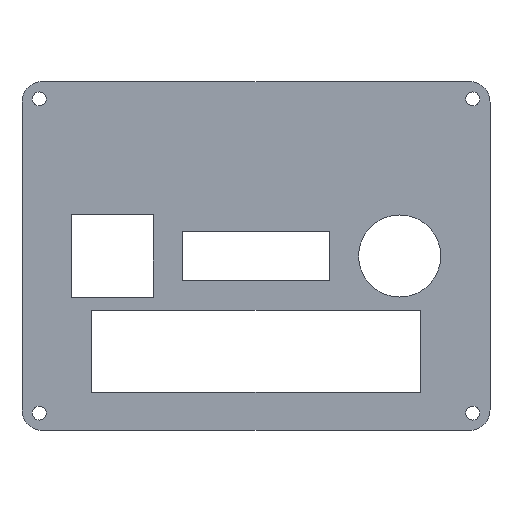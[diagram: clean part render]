
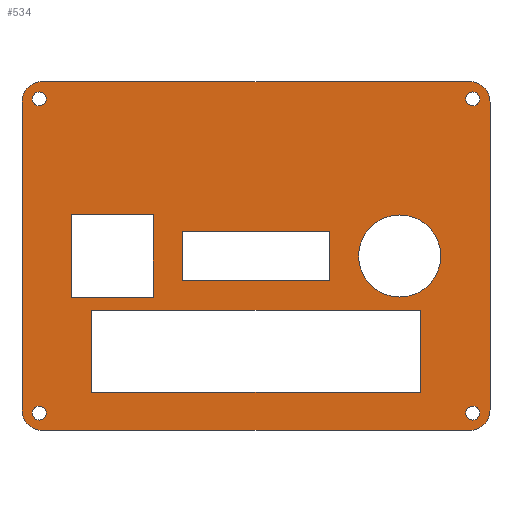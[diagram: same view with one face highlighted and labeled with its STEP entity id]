
A CAD part, top view. The second image highlights one B-rep face of the part: STEP entity #534.
In plain terms, the highlighted planar face has unit normal (0, 0, 1).
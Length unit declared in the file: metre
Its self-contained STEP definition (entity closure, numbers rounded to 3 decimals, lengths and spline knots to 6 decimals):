
#12=CIRCLE('',#571,0.01);
#14=CIRCLE('',#577,0.0017);
#15=CIRCLE('',#578,0.0017);
#16=CIRCLE('',#579,0.0017);
#17=CIRCLE('',#580,0.0017);
#18=CIRCLE('',#581,0.005);
#19=CIRCLE('',#582,0.005);
#20=CIRCLE('',#583,0.005);
#21=CIRCLE('',#584,0.005);
#105=ORIENTED_EDGE('',*,*,#233,.F.);
#106=ORIENTED_EDGE('',*,*,#234,.F.);
#107=ORIENTED_EDGE('',*,*,#235,.F.);
#108=ORIENTED_EDGE('',*,*,#236,.F.);
#109=ORIENTED_EDGE('',*,*,#215,.T.);
#110=ORIENTED_EDGE('',*,*,#237,.T.);
#111=ORIENTED_EDGE('',*,*,#217,.T.);
#112=ORIENTED_EDGE('',*,*,#238,.T.);
#113=ORIENTED_EDGE('',*,*,#227,.F.);
#114=ORIENTED_EDGE('',*,*,#239,.T.);
#115=ORIENTED_EDGE('',*,*,#209,.F.);
#116=ORIENTED_EDGE('',*,*,#240,.T.);
#117=ORIENTED_EDGE('',*,*,#201,.F.);
#118=ORIENTED_EDGE('',*,*,#205,.T.);
#119=ORIENTED_EDGE('',*,*,#208,.T.);
#120=ORIENTED_EDGE('',*,*,#226,.F.);
#121=ORIENTED_EDGE('',*,*,#223,.F.);
#122=ORIENTED_EDGE('',*,*,#191,.F.);
#123=ORIENTED_EDGE('',*,*,#195,.T.);
#124=ORIENTED_EDGE('',*,*,#198,.T.);
#125=ORIENTED_EDGE('',*,*,#222,.F.);
#126=ORIENTED_EDGE('',*,*,#181,.F.);
#127=ORIENTED_EDGE('',*,*,#185,.T.);
#128=ORIENTED_EDGE('',*,*,#188,.T.);
#129=ORIENTED_EDGE('',*,*,#232,.F.);
#181=EDGE_CURVE('',#251,#252,#301,.T.);
#185=EDGE_CURVE('',#251,#254,#305,.T.);
#188=EDGE_CURVE('',#254,#256,#308,.T.);
#191=EDGE_CURVE('',#259,#260,#311,.T.);
#195=EDGE_CURVE('',#259,#262,#315,.T.);
#198=EDGE_CURVE('',#262,#264,#318,.T.);
#201=EDGE_CURVE('',#267,#268,#321,.T.);
#205=EDGE_CURVE('',#267,#270,#325,.T.);
#208=EDGE_CURVE('',#270,#272,#328,.T.);
#209=EDGE_CURVE('',#273,#274,#329,.T.);
#215=EDGE_CURVE('',#280,#279,#335,.T.);
#217=EDGE_CURVE('',#281,#282,#337,.T.);
#222=EDGE_CURVE('',#260,#264,#342,.T.);
#223=EDGE_CURVE('',#285,#285,#12,.T.);
#226=EDGE_CURVE('',#268,#272,#344,.T.);
#227=EDGE_CURVE('',#287,#288,#345,.T.);
#232=EDGE_CURVE('',#252,#256,#350,.T.);
#233=EDGE_CURVE('',#291,#291,#14,.T.);
#234=EDGE_CURVE('',#292,#292,#15,.T.);
#235=EDGE_CURVE('',#293,#293,#16,.T.);
#236=EDGE_CURVE('',#294,#294,#17,.T.);
#237=EDGE_CURVE('',#279,#281,#18,.T.);
#238=EDGE_CURVE('',#282,#288,#19,.T.);
#239=EDGE_CURVE('',#287,#274,#20,.T.);
#240=EDGE_CURVE('',#273,#280,#21,.T.);
#251=VERTEX_POINT('',#752);
#252=VERTEX_POINT('',#754);
#254=VERTEX_POINT('',#760);
#256=VERTEX_POINT('',#766);
#259=VERTEX_POINT('',#773);
#260=VERTEX_POINT('',#775);
#262=VERTEX_POINT('',#781);
#264=VERTEX_POINT('',#787);
#267=VERTEX_POINT('',#794);
#268=VERTEX_POINT('',#796);
#270=VERTEX_POINT('',#802);
#272=VERTEX_POINT('',#808);
#273=VERTEX_POINT('',#812);
#274=VERTEX_POINT('',#813);
#279=VERTEX_POINT('',#824);
#280=VERTEX_POINT('',#826);
#281=VERTEX_POINT('',#830);
#282=VERTEX_POINT('',#831);
#285=VERTEX_POINT('',#842);
#287=VERTEX_POINT('',#850);
#288=VERTEX_POINT('',#851);
#291=VERTEX_POINT('',#862);
#292=VERTEX_POINT('',#864);
#293=VERTEX_POINT('',#866);
#294=VERTEX_POINT('',#868);
#301=LINE('',#753,#353);
#305=LINE('',#761,#357);
#308=LINE('',#767,#360);
#311=LINE('',#774,#363);
#315=LINE('',#782,#367);
#318=LINE('',#788,#370);
#321=LINE('',#795,#373);
#325=LINE('',#803,#377);
#328=LINE('',#809,#380);
#329=LINE('',#811,#381);
#335=LINE('',#825,#387);
#337=LINE('',#829,#389);
#342=LINE('',#839,#394);
#344=LINE('',#847,#396);
#345=LINE('',#849,#397);
#350=LINE('',#859,#402);
#353=VECTOR('',#608,1.);
#357=VECTOR('',#614,1.);
#360=VECTOR('',#619,1.);
#363=VECTOR('',#624,1.);
#367=VECTOR('',#630,1.);
#370=VECTOR('',#635,1.);
#373=VECTOR('',#640,1.);
#377=VECTOR('',#646,1.);
#380=VECTOR('',#651,1.);
#381=VECTOR('',#654,1.);
#387=VECTOR('',#662,1.);
#389=VECTOR('',#666,1.);
#394=VECTOR('',#673,1.);
#396=VECTOR('',#683,1.);
#397=VECTOR('',#686,1.);
#402=VECTOR('',#693,1.);
#421=EDGE_LOOP('',(#105));
#422=EDGE_LOOP('',(#106));
#423=EDGE_LOOP('',(#107));
#424=EDGE_LOOP('',(#108));
#425=EDGE_LOOP('',(#109,#110,#111,#112,#113,#114,#115,#116));
#426=EDGE_LOOP('',(#117,#118,#119,#120));
#427=EDGE_LOOP('',(#121));
#428=EDGE_LOOP('',(#122,#123,#124,#125));
#429=EDGE_LOOP('',(#126,#127,#128,#129));
#469=FACE_BOUND('',#421,.T.);
#470=FACE_BOUND('',#422,.T.);
#471=FACE_BOUND('',#423,.T.);
#472=FACE_BOUND('',#424,.T.);
#473=FACE_BOUND('',#425,.T.);
#474=FACE_BOUND('',#426,.T.);
#475=FACE_BOUND('',#427,.T.);
#476=FACE_BOUND('',#428,.T.);
#477=FACE_BOUND('',#429,.T.);
#515=PLANE('',#576);
#534=ADVANCED_FACE('',(#469,#470,#471,#472,#473,#474,#475,#476,#477),#515,
 .T.);
#571=AXIS2_PLACEMENT_3D('',#841,#676,#677);
#576=AXIS2_PLACEMENT_3D('',#860,#694,#695);
#577=AXIS2_PLACEMENT_3D('',#861,#696,#697);
#578=AXIS2_PLACEMENT_3D('',#863,#698,#699);
#579=AXIS2_PLACEMENT_3D('',#865,#700,#701);
#580=AXIS2_PLACEMENT_3D('',#867,#702,#703);
#581=AXIS2_PLACEMENT_3D('',#869,#704,#705);
#582=AXIS2_PLACEMENT_3D('',#870,#706,#707);
#583=AXIS2_PLACEMENT_3D('',#871,#708,#709);
#584=AXIS2_PLACEMENT_3D('',#872,#710,#711);
#608=DIRECTION('',(0.,1.,0.));
#614=DIRECTION('',(-1.,0.,0.));
#619=DIRECTION('',(0.,1.,0.));
#624=DIRECTION('',(0.,1.,0.));
#630=DIRECTION('',(-1.,0.,0.));
#635=DIRECTION('',(0.,1.,0.));
#640=DIRECTION('',(-1.,0.,0.));
#646=DIRECTION('',(0.,-1.,0.));
#651=DIRECTION('',(-1.,0.,0.));
#654=DIRECTION('',(-1.,0.,0.));
#662=DIRECTION('',(0.,1.,0.));
#666=DIRECTION('',(-1.,0.,0.));
#673=DIRECTION('',(-1.,0.,0.));
#676=DIRECTION('',(0.,0.,1.));
#677=DIRECTION('',(1.,0.,0.));
#683=DIRECTION('',(0.,-1.,0.));
#686=DIRECTION('',(0.,1.,0.));
#693=DIRECTION('',(-1.,0.,0.));
#694=DIRECTION('',(0.,0.,1.));
#695=DIRECTION('',(1.,0.,0.));
#696=DIRECTION('',(0.,0.,1.));
#697=DIRECTION('',(1.,0.,0.));
#698=DIRECTION('',(0.,0.,1.));
#699=DIRECTION('',(1.,0.,0.));
#700=DIRECTION('',(0.,0.,1.));
#701=DIRECTION('',(1.,0.,0.));
#702=DIRECTION('',(0.,0.,1.));
#703=DIRECTION('',(1.,0.,0.));
#704=DIRECTION('',(0.,0.,1.));
#705=DIRECTION('',(1.,0.,0.));
#706=DIRECTION('',(0.,0.,1.));
#707=DIRECTION('',(1.,0.,0.));
#708=DIRECTION('',(0.,0.,1.));
#709=DIRECTION('',(1.,0.,0.));
#710=DIRECTION('',(0.,0.,1.));
#711=DIRECTION('',(1.,0.,0.));
#752=CARTESIAN_POINT('',(0.04,-0.033206,0.0015));
#753=CARTESIAN_POINT('',(0.04,-0.023206,0.0015));
#754=CARTESIAN_POINT('',(0.04,-0.013206,0.0015));
#760=CARTESIAN_POINT('',(-0.04,-0.033206,0.0015));
#761=CARTESIAN_POINT('',(0.,-0.033206,0.0015));
#766=CARTESIAN_POINT('',(-0.04,-0.013206,0.0015));
#767=CARTESIAN_POINT('',(-0.04,-0.023206,0.0015));
#773=CARTESIAN_POINT('',(-0.025,-0.01,0.0015));
#774=CARTESIAN_POINT('',(-0.025,0.,0.0015));
#775=CARTESIAN_POINT('',(-0.025,0.01,0.0015));
#781=CARTESIAN_POINT('',(-0.045,-0.01,0.0015));
#782=CARTESIAN_POINT('',(-0.035,-0.01,0.0015));
#787=CARTESIAN_POINT('',(-0.045,0.01,0.0015));
#788=CARTESIAN_POINT('',(-0.045,0.,0.0015));
#794=CARTESIAN_POINT('',(0.018,0.006,0.0015));
#795=CARTESIAN_POINT('',(0.,0.006,0.0015));
#796=CARTESIAN_POINT('',(-0.018,0.006,0.0015));
#802=CARTESIAN_POINT('',(0.018,-0.006,0.0015));
#803=CARTESIAN_POINT('',(0.018,0.,0.0015));
#808=CARTESIAN_POINT('',(-0.018,-0.006,0.0015));
#809=CARTESIAN_POINT('',(0.,-0.006,0.0015));
#811=CARTESIAN_POINT('',(0.,-0.0425,0.0015));
#812=CARTESIAN_POINT('',(0.052,-0.0425,0.0015));
#813=CARTESIAN_POINT('',(-0.052,-0.0425,0.0015));
#824=CARTESIAN_POINT('',(0.057,0.0375,0.0015));
#825=CARTESIAN_POINT('',(0.057,0.,0.0015));
#826=CARTESIAN_POINT('',(0.057,-0.0375,0.0015));
#829=CARTESIAN_POINT('',(0.,0.0425,0.0015));
#830=CARTESIAN_POINT('',(0.052,0.0425,0.0015));
#831=CARTESIAN_POINT('',(-0.052,0.0425,0.0015));
#839=CARTESIAN_POINT('',(-0.035,0.01,0.0015));
#841=CARTESIAN_POINT('',(0.035,0.,0.0015));
#842=CARTESIAN_POINT('',(0.045,0.,0.0015));
#847=CARTESIAN_POINT('',(-0.018,0.,0.0015));
#849=CARTESIAN_POINT('',(-0.057,0.,0.0015));
#850=CARTESIAN_POINT('',(-0.057,-0.0375,0.0015));
#851=CARTESIAN_POINT('',(-0.057,0.0375,0.0015));
#859=CARTESIAN_POINT('',(0.,-0.013206,0.0015));
#860=CARTESIAN_POINT('',(0.,0.,0.0015));
#861=CARTESIAN_POINT('',(-0.052768,-0.038268,0.0015));
#862=CARTESIAN_POINT('',(-0.051068,-0.038268,0.0015));
#863=CARTESIAN_POINT('',(-0.052768,0.038268,0.0015));
#864=CARTESIAN_POINT('',(-0.051068,0.038268,0.0015));
#865=CARTESIAN_POINT('',(0.052768,0.038268,0.0015));
#866=CARTESIAN_POINT('',(0.054468,0.038268,0.0015));
#867=CARTESIAN_POINT('',(0.052768,-0.038268,0.0015));
#868=CARTESIAN_POINT('',(0.054468,-0.038268,0.0015));
#869=CARTESIAN_POINT('',(0.052,0.0375,0.0015));
#870=CARTESIAN_POINT('',(-0.052,0.0375,0.0015));
#871=CARTESIAN_POINT('',(-0.052,-0.0375,0.0015));
#872=CARTESIAN_POINT('',(0.052,-0.0375,0.0015));
